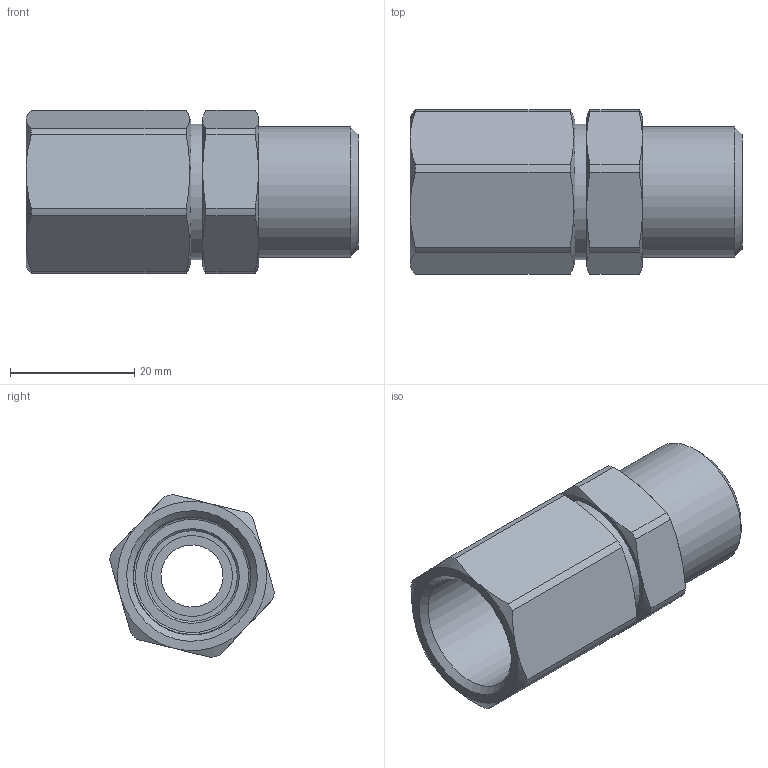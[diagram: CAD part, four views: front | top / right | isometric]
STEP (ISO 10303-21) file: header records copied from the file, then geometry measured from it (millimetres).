
FILE_DESCRIPTION(/* description */ ('Unknown'),/* implementation_level */ '2;1');
FILE_NAME(/* name */ '200340010',/* time_stamp */ '2020-11-06T11:13:11+01:00',/* author */ ('Unknown'),/* organization */ ('Unknown'),/* preprocessor_version */ 'ST-DEVELOPER v16.7',/* originating_system */ 'Solid Edge',/* authorisation */ 'Unknown');
FILE_SCHEMA (('AUTOMOTIVE_DESIGN {1 0 10303 214 3 1 1}'));
Length unit declared in the file: millimetre
Products named in the file (1): Part1
Bounding box: 53.4 x 26.5 x 26.26 mm (x, y, z)
Volume: 11755 mm3; surface area: 8900.9 mm2
Topology: 2 solids, 2 shells, 70 faces, 156 edges, 96 vertices
Faces by surface type: cone 25, cylinder 22, plane 22, torus 1
Full cylindrical faces by diameter (mm): 10 x1, 13 x1, 14.55 x1, 15.2 x1, 18.8 x1, 19 x2, 20.96 x1, 21.8 x1, 22.1 x1
Entity records: 2163 total; most frequent: CARTESIAN_POINT 431, DIRECTION 302, ORIENTED_EDGE 268, AXIS2_PLACEMENT_3D 139, EDGE_CURVE 134, EDGE_LOOP 98, FACE_BOUND 98, VERTEX_POINT 92
